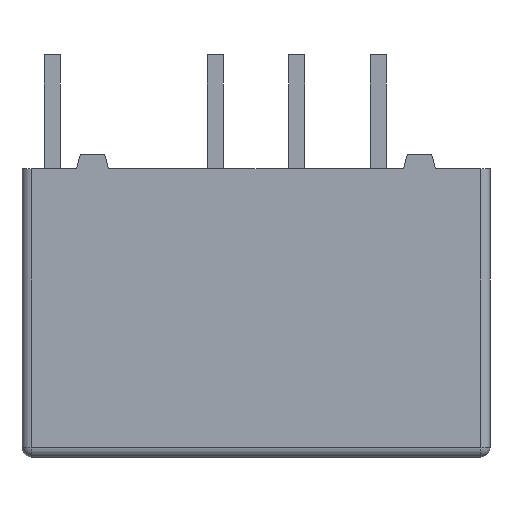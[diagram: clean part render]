
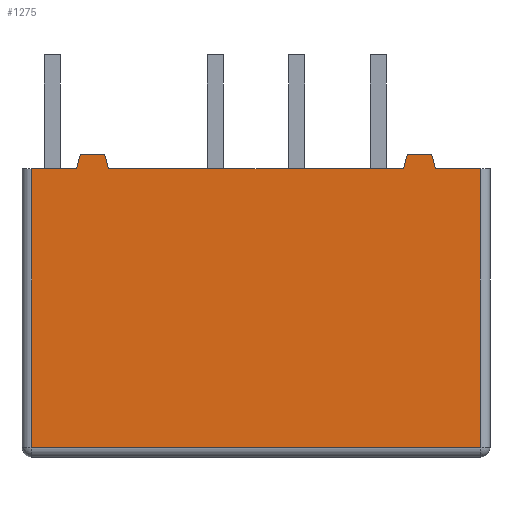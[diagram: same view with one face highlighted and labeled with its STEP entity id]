
A CAD part, front view. The second image highlights one B-rep face of the part: STEP entity #1275.
In plain terms, the highlighted planar face has unit normal (0, -1, 0).
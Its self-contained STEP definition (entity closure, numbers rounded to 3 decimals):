
#26=DIRECTION('',(1.,0.,0.));
#27=VECTOR('',#26,9.2);
#28=CARTESIAN_POINT('',(-4.6,-3.6,-0.45));
#29=LINE('',#28,#27);
#39=DIRECTION('',(1.,0.,0.));
#40=VECTOR('',#39,1.4);
#41=CARTESIAN_POINT('',(5.6,-3.6,-0.45));
#42=LINE('',#41,#40);
#114=DIRECTION('',(1.,0.,0.));
#115=VECTOR('',#114,1.4);
#116=CARTESIAN_POINT('',(-7.,-3.6,-0.45));
#117=LINE('',#116,#115);
#198=DIRECTION('',(0.,0.,-1.));
#199=VECTOR('',#198,8.7);
#200=CARTESIAN_POINT('',(7.,-3.6,-0.45));
#201=LINE('',#200,#199);
#202=DIRECTION('',(-1.,0.,0.));
#203=VECTOR('',#202,14.);
#204=CARTESIAN_POINT('',(7.,-3.6,-9.15));
#205=LINE('',#204,#203);
#206=DIRECTION('',(0.,0.,-1.));
#207=VECTOR('',#206,8.7);
#208=CARTESIAN_POINT('',(-7.,-3.6,-0.45));
#209=LINE('',#208,#207);
#210=DIRECTION('',(-0.259,0.,-0.966));
#211=VECTOR('',#210,0.466);
#212=CARTESIAN_POINT('',(-5.479,-3.6,0.));
#213=LINE('',#212,#211);
#214=DIRECTION('',(-1.,0.,0.));
#215=VECTOR('',#214,0.759);
#216=CARTESIAN_POINT('',(-4.721,-3.6,0.));
#217=LINE('',#216,#215);
#218=DIRECTION('',(-0.259,0.,0.966));
#219=VECTOR('',#218,0.466);
#220=CARTESIAN_POINT('',(-4.6,-3.6,-0.45));
#221=LINE('',#220,#219);
#222=DIRECTION('',(-0.259,0.,-0.966));
#223=VECTOR('',#222,0.466);
#224=CARTESIAN_POINT('',(4.721,-3.6,0.));
#225=LINE('',#224,#223);
#226=DIRECTION('',(-1.,0.,0.));
#227=VECTOR('',#226,0.759);
#228=CARTESIAN_POINT('',(5.479,-3.6,0.));
#229=LINE('',#228,#227);
#230=DIRECTION('',(-0.259,0.,0.966));
#231=VECTOR('',#230,0.466);
#232=CARTESIAN_POINT('',(5.6,-3.6,-0.45));
#233=LINE('',#232,#231);
#786=CARTESIAN_POINT('',(5.479,-3.6,0.));
#787=CARTESIAN_POINT('',(4.721,-3.6,0.));
#788=VERTEX_POINT('',#786);
#789=VERTEX_POINT('',#787);
#790=CARTESIAN_POINT('',(-4.721,-3.6,0.));
#791=CARTESIAN_POINT('',(-5.479,-3.6,0.));
#792=VERTEX_POINT('',#790);
#793=VERTEX_POINT('',#791);
#802=CARTESIAN_POINT('',(-4.6,-3.6,-0.45));
#803=CARTESIAN_POINT('',(4.6,-3.6,-0.45));
#804=VERTEX_POINT('',#802);
#805=VERTEX_POINT('',#803);
#806=CARTESIAN_POINT('',(5.6,-3.6,-0.45));
#807=VERTEX_POINT('',#806);
#808=CARTESIAN_POINT('',(-5.6,-3.6,-0.45));
#809=VERTEX_POINT('',#808);
#866=CARTESIAN_POINT('',(7.,-3.6,-0.45));
#868=VERTEX_POINT('',#866);
#872=CARTESIAN_POINT('',(7.,-3.6,-9.15));
#873=VERTEX_POINT('',#872);
#875=CARTESIAN_POINT('',(-7.,-3.6,-0.45));
#877=VERTEX_POINT('',#875);
#878=CARTESIAN_POINT('',(-7.,-3.6,-9.15));
#879=VERTEX_POINT('',#878);
#1248=CARTESIAN_POINT('',(-7.3,-3.6,-0.45));
#1249=DIRECTION('',(0.,-1.,0.));
#1250=DIRECTION('',(1.,0.,0.));
#1251=AXIS2_PLACEMENT_3D('',#1248,#1249,#1250);
#1252=PLANE('',#1251);
#1254=ORIENTED_EDGE('',*,*,#1253,.T.);
#1256=ORIENTED_EDGE('',*,*,#1255,.T.);
#1257=ORIENTED_EDGE('',*,*,#1240,.F.);
#1258=ORIENTED_EDGE('',*,*,#1117,.T.);
#1260=ORIENTED_EDGE('',*,*,#1259,.F.);
#1262=ORIENTED_EDGE('',*,*,#1261,.F.);
#1264=ORIENTED_EDGE('',*,*,#1263,.F.);
#1265=ORIENTED_EDGE('',*,*,#1059,.T.);
#1267=ORIENTED_EDGE('',*,*,#1266,.F.);
#1269=ORIENTED_EDGE('',*,*,#1268,.F.);
#1271=ORIENTED_EDGE('',*,*,#1270,.F.);
#1272=ORIENTED_EDGE('',*,*,#1073,.T.);
#1273=EDGE_LOOP('',(#1254,#1256,#1257,#1258,#1260,#1262,#1264,#1265,#1267,#1269,
#1271,#1272));
#1274=FACE_OUTER_BOUND('',#1273,.F.);
#1059=EDGE_CURVE('',#804,#805,#29,.T.);
#1073=EDGE_CURVE('',#807,#868,#42,.T.);
#1117=EDGE_CURVE('',#877,#809,#117,.T.);
#1240=EDGE_CURVE('',#877,#879,#209,.T.);
#1253=EDGE_CURVE('',#868,#873,#201,.T.);
#1255=EDGE_CURVE('',#873,#879,#205,.T.);
#1259=EDGE_CURVE('',#793,#809,#213,.T.);
#1261=EDGE_CURVE('',#792,#793,#217,.T.);
#1263=EDGE_CURVE('',#804,#792,#221,.T.);
#1266=EDGE_CURVE('',#789,#805,#225,.T.);
#1268=EDGE_CURVE('',#788,#789,#229,.T.);
#1270=EDGE_CURVE('',#807,#788,#233,.T.);
#1275=ADVANCED_FACE('',(#1274),#1252,.T.);
